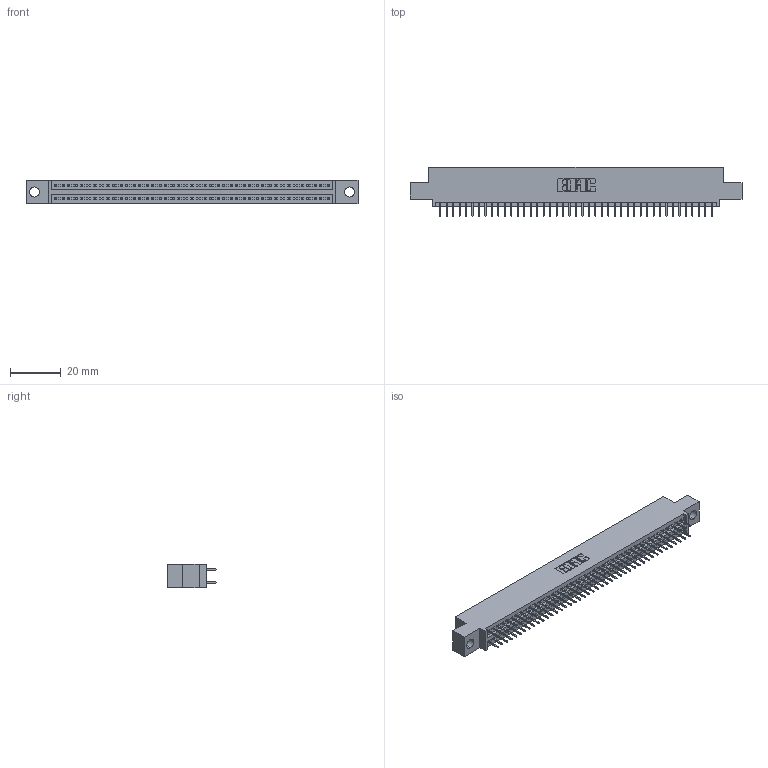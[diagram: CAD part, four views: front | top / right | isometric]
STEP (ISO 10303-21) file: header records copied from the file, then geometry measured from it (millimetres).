
FILE_DESCRIPTION (( 'STEP AP203' ), '1' );
FILE_NAME ('395-086-524-504.STEP', '2021-06-17T08:49:12', ( '' ), ( '' ), 'SwSTEP 2.0', 'SolidWorks 2020', '' );
FILE_SCHEMA (( 'CONFIG_CONTROL_DESIGN' ));
Length unit declared in the file: inch
Products named in the file (3): 345-292-001_345-293-124; 345 Part_0.110 Offset - 0.156 Dia-TI; 395-086-524-504
Assembly tree (87 placements, depth 2):
  395-086-524-504
    345 Part_0.110 Offset - 0.156 Dia-TI
    345-292-001_345-293-124  x86
Bounding box: 130.43 x 19.35 x 9.4 mm (x, y, z)
Volume: 12369.8 mm3; surface area: 17904.9 mm2
Topology: 87 solids, 87 shells, 4788 faces, 13547 edges, 8686 vertices
Faces by surface type: plane 3452, cylinder 1336
Entity records: 34229 total; most frequent: CARTESIAN_POINT 5742, ORIENTED_EDGE 5674, DIRECTION 5061, EDGE_CURVE 2837, LINE 2537, VECTOR 2537, VERTEX_POINT 1886, AXIS2_PLACEMENT_3D 1262
